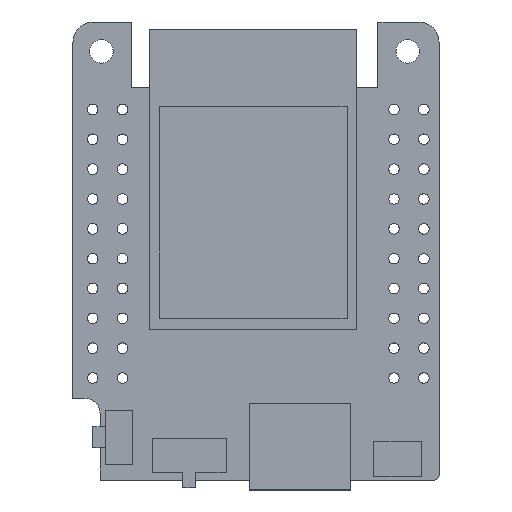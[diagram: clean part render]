
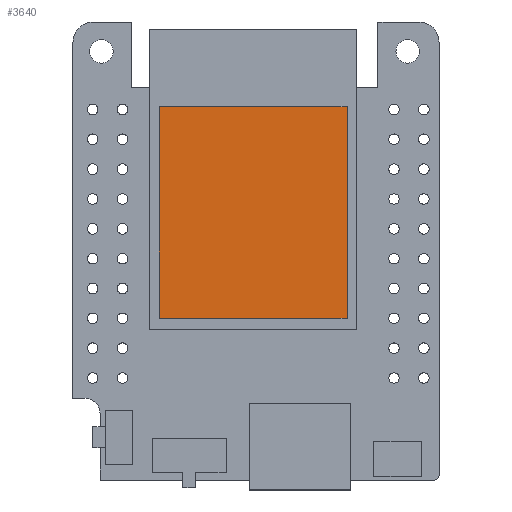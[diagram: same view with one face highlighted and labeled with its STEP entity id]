
A CAD part, top view. The second image highlights one B-rep face of the part: STEP entity #3640.
In plain terms, the highlighted planar face has unit normal (0, 0, 1).
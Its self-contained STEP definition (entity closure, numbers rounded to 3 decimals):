
#1320=DIRECTION('',(0.,-1.,0.));
#1321=VECTOR('',#1320,18.);
#1322=CARTESIAN_POINT('',(-23.835,31.777,3.2));
#1323=LINE('',#1322,#1321);
#1324=DIRECTION('',(-1.,0.,0.));
#1325=VECTOR('',#1324,16.);
#1326=CARTESIAN_POINT('',(-7.835,31.777,3.2));
#1327=LINE('',#1326,#1325);
#1328=DIRECTION('',(0.,1.,0.));
#1329=VECTOR('',#1328,18.);
#1330=CARTESIAN_POINT('',(-7.835,13.777,3.2));
#1331=LINE('',#1330,#1329);
#1332=DIRECTION('',(1.,0.,0.));
#1333=VECTOR('',#1332,16.);
#1334=CARTESIAN_POINT('',(-23.835,13.777,3.2));
#1335=LINE('',#1334,#1333);
#2468=CARTESIAN_POINT('',(-23.835,31.777,3.2));
#2469=CARTESIAN_POINT('',(-23.835,13.777,3.2));
#2470=VERTEX_POINT('',#2468);
#2471=VERTEX_POINT('',#2469);
#2472=CARTESIAN_POINT('',(-7.835,13.777,3.2));
#2473=VERTEX_POINT('',#2472);
#2474=CARTESIAN_POINT('',(-7.835,31.777,3.2));
#2475=VERTEX_POINT('',#2474);
#3629=CARTESIAN_POINT('',(0.,0.,3.2));
#3630=DIRECTION('',(0.,0.,1.));
#3631=DIRECTION('',(1.,0.,0.));
#3632=AXIS2_PLACEMENT_3D('',#3629,#3630,#3631);
#3633=PLANE('',#3632);
#3634=ORIENTED_EDGE('',*,*,#3581,.F.);
#3635=ORIENTED_EDGE('',*,*,#3596,.F.);
#3636=ORIENTED_EDGE('',*,*,#3610,.F.);
#3637=ORIENTED_EDGE('',*,*,#3623,.F.);
#3638=EDGE_LOOP('',(#3634,#3635,#3636,#3637));
#3639=FACE_OUTER_BOUND('',#3638,.F.);
#3581=EDGE_CURVE('',#2470,#2471,#1323,.T.);
#3596=EDGE_CURVE('',#2475,#2470,#1327,.T.);
#3610=EDGE_CURVE('',#2473,#2475,#1331,.T.);
#3623=EDGE_CURVE('',#2471,#2473,#1335,.T.);
#3640=ADVANCED_FACE('',(#3639),#3633,.T.);
